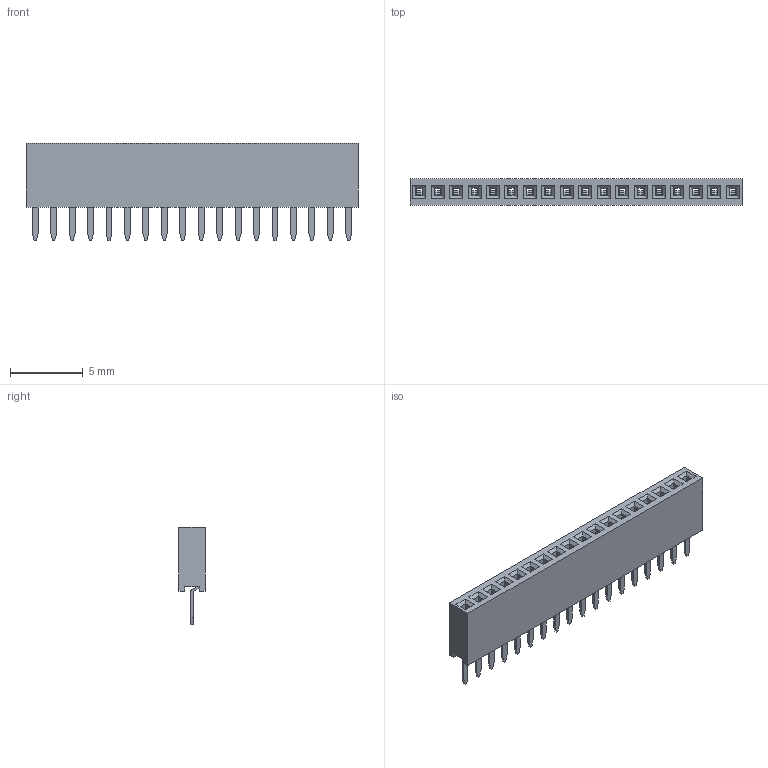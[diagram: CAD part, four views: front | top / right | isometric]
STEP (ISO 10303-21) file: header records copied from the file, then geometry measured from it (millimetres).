
FILE_DESCRIPTION(('STEP AP214'), '1');
FILE_NAME('PBS1.27', '', ('UNSPECIFIED'), ('UNSPECIFIED'), 'ASCON STEP Converter 1.6', 'ASCON Math Kernel', '');
FILE_SCHEMA(('AUTOMOTIVE_DESIGN { 1 0 10303 214 3 1 1}'));
Length unit declared in the file: millimetre
Bounding box: 22.86 x 1.8 x 6.7 mm (x, y, z)
Volume: 129.7 mm3; surface area: 912.6 mm2
Topology: 19 solids, 19 shells, 1126 faces, 2976 edges, 1888 vertices
Faces by surface type: plane 964, cylinder 162
Entity records: 43248 total; most frequent: CARTESIAN_POINT 5991, ORIENTED_EDGE 5952, DIRECTION 5554, EDGE_CURVE 2976, LINE 2652, VECTOR 2652, VERTEX_POINT 1888, AXIS2_PLACEMENT_3D 1451
